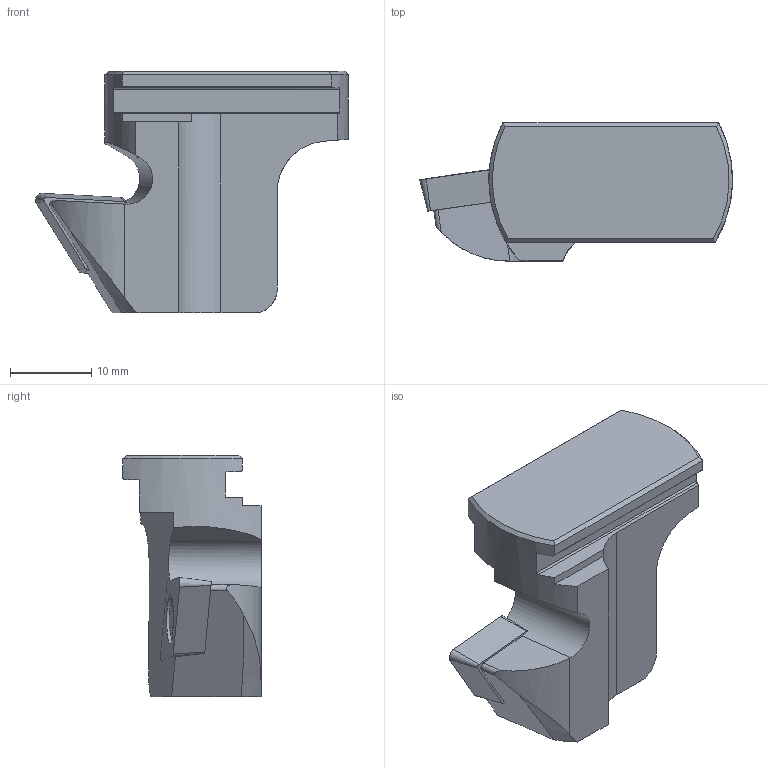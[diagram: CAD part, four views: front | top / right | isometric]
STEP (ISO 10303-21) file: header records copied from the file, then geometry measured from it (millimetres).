
FILE_DESCRIPTION(/* description */ (''),/* implementation_level */ '2;1');
FILE_NAME(/* name */ '1642736899908.stp',/* time_stamp */ '2022-01-21T09:18:44+06:00',/* author */ (''),/* organization */ ('SMS'),/* preprocessor_version */ 'ST-DEVELOPER v16.7',/* originating_system */ 'SIEMENS PLM Software NX 12.0',/* authorisation */ '');
FILE_SCHEMA (('AUTOMOTIVE_DESIGN { 1 0 10303 214 3 1 1 1 }'));
Length unit declared in the file: millimetre
Products named in the file (4): ASSEMBLY_CONSTRUCTION; IsoTurningInsert; 201984934mod000_01; 201658441mod000_02
Assembly tree (3 placements, depth 2):
  201658441mod000_02
    201984934mod000_01
    IsoTurningInsert
    ASSEMBLY_CONSTRUCTION
Bounding box: 38.53 x 17 x 29.68 mm (x, y, z)
Volume: 7796.2 mm3; surface area: 3537.9 mm2
Topology: 2 solids, 2 shells, 64 faces, 169 edges, 119 vertices
Faces by surface type: plane 35, cylinder 13, cone 11, torus 4, sphere 1
Full cylindrical faces by diameter (mm): 4.4 x2, 5.25 x1
Entity records: 2266 total; most frequent: CARTESIAN_POINT 516, DIRECTION 354, ORIENTED_EDGE 306, EDGE_CURVE 153, AXIS2_PLACEMENT_3D 137, VERTEX_POINT 105, LINE 80, VECTOR 80
